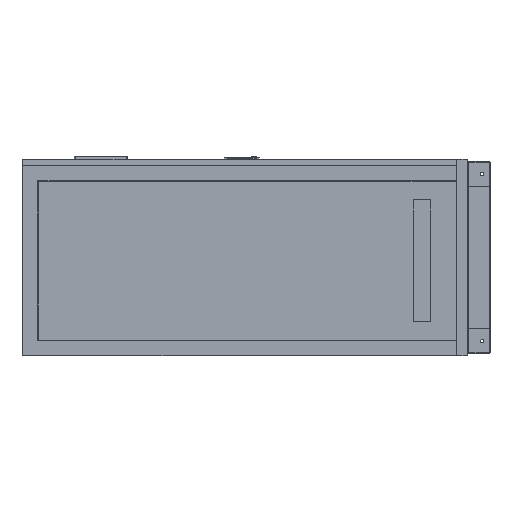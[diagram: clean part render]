
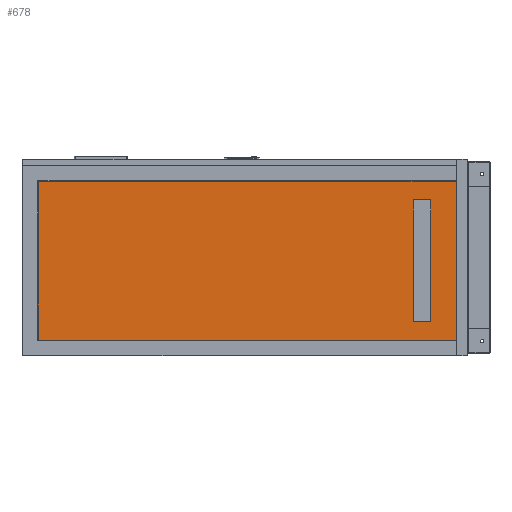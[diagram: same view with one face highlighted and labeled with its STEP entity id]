
A CAD part, left-side view. The second image highlights one B-rep face of the part: STEP entity #678.
In plain terms, the highlighted planar face has unit normal (-1, 0, 0).
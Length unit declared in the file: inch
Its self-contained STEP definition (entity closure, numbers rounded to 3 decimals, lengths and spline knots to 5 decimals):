
#10 = EDGE_CURVE ( 'NONE', #10512, #8145, #1015, .T. ) ;
#270 = ORIENTED_EDGE ( 'NONE', *, *, #12347, .F. ) ;
#397 = EDGE_CURVE ( 'NONE', #2314, #10512, #5879, .T. ) ;
#678 = ADVANCED_FACE ( 'NONE', ( #6692, #8824 ), #1824, .F. ) ;
#1015 = LINE ( 'NONE', #3665, #9836 ) ;
#1187 = DIRECTION ( 'NONE',  ( 0., 0., 1. ) ) ;
#1248 = CARTESIAN_POINT ( 'NONE',  ( -27.65748, 6.88976, -9.73425 ) ) ;
#1261 = VECTOR ( 'NONE', #13633, 39.37008 ) ;
#1461 = DIRECTION ( 'NONE',  ( 0., -1., 0. ) ) ;
#1576 = ORIENTED_EDGE ( 'NONE', *, *, #397, .T. ) ;
#1659 = DIRECTION ( 'NONE',  ( 0., 1., 0. ) ) ;
#1824 = PLANE ( 'NONE',  #9009 ) ;
#2000 = CARTESIAN_POINT ( 'NONE',  ( -27.65748, 69.44882, 15.23622 ) ) ;
#2105 = VECTOR ( 'NONE', #8864, 39.37008 ) ;
#2257 = CARTESIAN_POINT ( 'NONE',  ( -27.65748, 66.92913, -12.71654 ) ) ;
#2314 = VERTEX_POINT ( 'NONE', #11583 ) ;
#2566 = LINE ( 'NONE', #3537, #11519 ) ;
#2586 = DIRECTION ( 'NONE',  ( 0., 1., 0. ) ) ;
#2786 = VECTOR ( 'NONE', #7821, 39.37008 ) ;
#2866 = CARTESIAN_POINT ( 'NONE',  ( -27.65748, 0.07874, 12.71654 ) ) ;
#3084 = DIRECTION ( 'NONE',  ( 1., 0., 0. ) ) ;
#3537 = CARTESIAN_POINT ( 'NONE',  ( -27.65748, 66.92913, 12.71654 ) ) ;
#3665 = CARTESIAN_POINT ( 'NONE',  ( -27.65748, 6.88976, -9.73425 ) ) ;
#4100 = LINE ( 'NONE', #13585, #1261 ) ;
#4148 = DIRECTION ( 'NONE',  ( 0., 0., -1. ) ) ;
#4243 = EDGE_CURVE ( 'NONE', #9300, #10469, #5306, .T. ) ;
#4344 = VECTOR ( 'NONE', #2586, 39.37008 ) ;
#4421 = CARTESIAN_POINT ( 'NONE',  ( -27.65748, 6.88976, 9.73425 ) ) ;
#4494 = DIRECTION ( 'NONE',  ( 0., 0., -1. ) ) ;
#4960 = CARTESIAN_POINT ( 'NONE',  ( -27.65748, 66.92913, 12.71654 ) ) ;
#4995 = EDGE_CURVE ( 'NONE', #12577, #2314, #4100, .T. ) ;
#5306 = LINE ( 'NONE', #9015, #2786 ) ;
#5879 = LINE ( 'NONE', #12889, #7208 ) ;
#6058 = EDGE_CURVE ( 'NONE', #8145, #12577, #12044, .T. ) ;
#6582 = ORIENTED_EDGE ( 'NONE', *, *, #11475, .F. ) ;
#6692 = FACE_OUTER_BOUND ( 'NONE', #11038, .T. ) ;
#6998 = ORIENTED_EDGE ( 'NONE', *, *, #4995, .T. ) ;
#7208 = VECTOR ( 'NONE', #4494, 39.37008 ) ;
#7583 = VERTEX_POINT ( 'NONE', #4960 ) ;
#7762 = CARTESIAN_POINT ( 'NONE',  ( -27.65748, 6.88976, 9.73425 ) ) ;
#7821 = DIRECTION ( 'NONE',  ( 0., 0., -1. ) ) ;
#8042 = VECTOR ( 'NONE', #1187, 39.37008 ) ;
#8145 = VERTEX_POINT ( 'NONE', #1248 ) ;
#8367 = VERTEX_POINT ( 'NONE', #2257 ) ;
#8371 = CARTESIAN_POINT ( 'NONE',  ( -27.65748, 0.07874, -12.71654 ) ) ;
#8824 = FACE_BOUND ( 'NONE', #10179, .T. ) ;
#8864 = DIRECTION ( 'NONE',  ( 0., 0., 1. ) ) ;
#9009 = AXIS2_PLACEMENT_3D ( 'NONE', #2000, #3084, #4148 ) ;
#9015 = CARTESIAN_POINT ( 'NONE',  ( -27.65748, 0.07874, 12.71654 ) ) ;
#9300 = VERTEX_POINT ( 'NONE', #2866 ) ;
#9697 = CARTESIAN_POINT ( 'NONE',  ( -27.65748, 66.92913, 12.71654 ) ) ;
#9836 = VECTOR ( 'NONE', #1659, 39.37008 ) ;
#9899 = EDGE_CURVE ( 'NONE', #8367, #7583, #10854, .T. ) ;
#10179 = EDGE_LOOP ( 'NONE', ( #6998, #1576, #11977, #12131 ) ) ;
#10469 = VERTEX_POINT ( 'NONE', #8371 ) ;
#10512 = VERTEX_POINT ( 'NONE', #10875 ) ;
#10800 = LINE ( 'NONE', #13254, #4344 ) ;
#10854 = LINE ( 'NONE', #9697, #8042 ) ;
#10875 = CARTESIAN_POINT ( 'NONE',  ( -27.65748, 4.13386, -9.73425 ) ) ;
#11038 = EDGE_LOOP ( 'NONE', ( #270, #11459, #6582, #13253 ) ) ;
#11459 = ORIENTED_EDGE ( 'NONE', *, *, #9899, .F. ) ;
#11475 = EDGE_CURVE ( 'NONE', #10469, #8367, #10800, .T. ) ;
#11519 = VECTOR ( 'NONE', #1461, 39.37008 ) ;
#11583 = CARTESIAN_POINT ( 'NONE',  ( -27.65748, 4.13386, 9.73425 ) ) ;
#11977 = ORIENTED_EDGE ( 'NONE', *, *, #10, .T. ) ;
#12044 = LINE ( 'NONE', #7762, #2105 ) ;
#12131 = ORIENTED_EDGE ( 'NONE', *, *, #6058, .T. ) ;
#12347 = EDGE_CURVE ( 'NONE', #7583, #9300, #2566, .T. ) ;
#12577 = VERTEX_POINT ( 'NONE', #4421 ) ;
#12889 = CARTESIAN_POINT ( 'NONE',  ( -27.65748, 4.13386, 9.73425 ) ) ;
#13253 = ORIENTED_EDGE ( 'NONE', *, *, #4243, .F. ) ;
#13254 = CARTESIAN_POINT ( 'NONE',  ( -27.65748, 66.92913, -12.71654 ) ) ;
#13585 = CARTESIAN_POINT ( 'NONE',  ( -27.65748, 6.88976, 9.73425 ) ) ;
#13633 = DIRECTION ( 'NONE',  ( 0., -1., 0. ) ) ;
